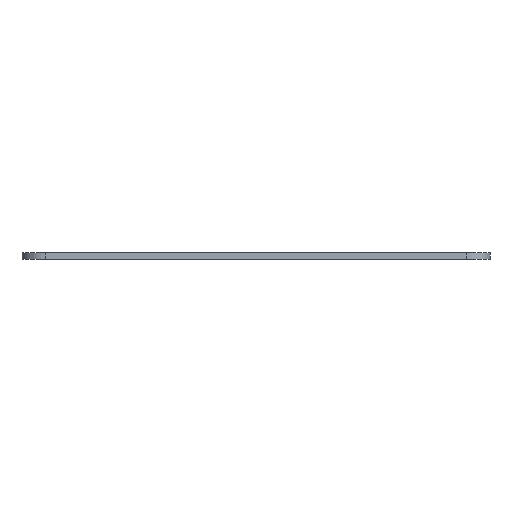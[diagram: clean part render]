
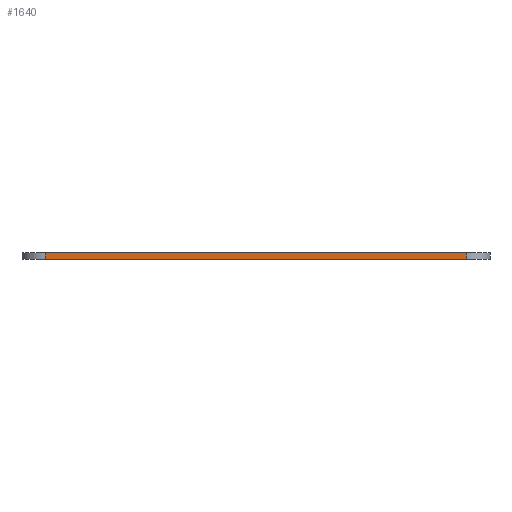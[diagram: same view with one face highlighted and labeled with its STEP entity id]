
A CAD part, front view. The second image highlights one B-rep face of the part: STEP entity #1640.
In plain terms, the highlighted planar face has unit normal (0, -1, 0).
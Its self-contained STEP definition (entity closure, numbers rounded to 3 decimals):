
#46=PLANE('',#1784);
#92=FACE_OUTER_BOUND('',#190,.T.);
#190=EDGE_LOOP('',(#1205,#1206,#1207,#1208));
#282=LINE('',#2408,#444);
#290=LINE('',#2430,#452);
#330=LINE('',#2593,#492);
#332=LINE('',#2596,#494);
#444=VECTOR('',#1908,10.);
#452=VECTOR('',#1924,10.);
#492=VECTOR('',#2056,10.);
#494=VECTOR('',#2060,10.);
#689=VERTEX_POINT('',#2401);
#692=VERTEX_POINT('',#2406);
#702=VERTEX_POINT('',#2428);
#779=VERTEX_POINT('',#2591);
#856=EDGE_CURVE('',#692,#689,#282,.T.);
#867=EDGE_CURVE('',#702,#692,#290,.T.);
#948=EDGE_CURVE('',#779,#702,#330,.T.);
#950=EDGE_CURVE('',#689,#779,#332,.T.);
#1205=ORIENTED_EDGE('',*,*,#856,.F.);
#1206=ORIENTED_EDGE('',*,*,#867,.F.);
#1207=ORIENTED_EDGE('',*,*,#948,.F.);
#1208=ORIENTED_EDGE('',*,*,#950,.F.);
#1640=ADVANCED_FACE('',(#92),#46,.T.);
#1784=AXIS2_PLACEMENT_3D('',#2595,#2058,#2059);
#1908=DIRECTION('',(0.,0.,1.));
#1924=DIRECTION('',(-1.,0.,0.));
#2056=DIRECTION('',(0.,0.,-1.));
#2058=DIRECTION('center_axis',(0.,-1.,0.));
#2059=DIRECTION('ref_axis',(1.,0.,0.));
#2060=DIRECTION('',(1.,0.,0.));
#2401=CARTESIAN_POINT('',(-6.829,-48.721,1.5));
#2406=CARTESIAN_POINT('',(-6.829,-48.721,0.));
#2408=CARTESIAN_POINT('',(-6.829,-48.721,0.));
#2428=CARTESIAN_POINT('',(84.134,-48.721,0.));
#2430=CARTESIAN_POINT('',(89.134,-48.721,0.));
#2591=CARTESIAN_POINT('',(84.134,-48.721,1.5));
#2593=CARTESIAN_POINT('',(84.134,-48.721,0.));
#2595=CARTESIAN_POINT('Origin',(-11.829,-48.721,0.));
#2596=CARTESIAN_POINT('',(89.134,-48.721,1.5));
